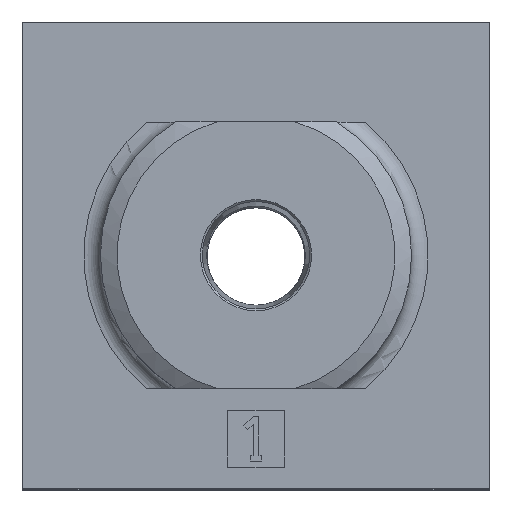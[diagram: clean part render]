
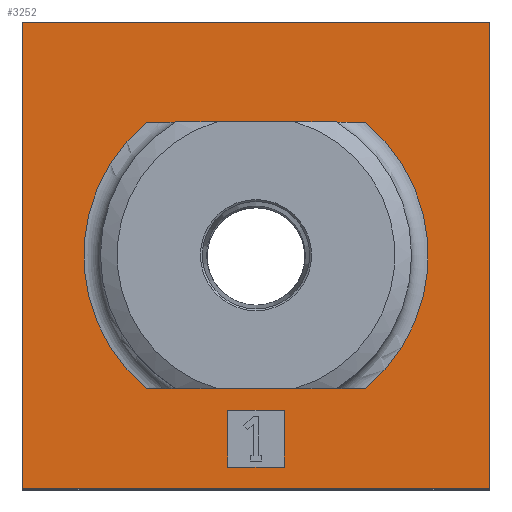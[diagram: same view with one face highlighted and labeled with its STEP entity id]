
A CAD part, top view. The second image highlights one B-rep face of the part: STEP entity #3252.
In plain terms, the highlighted planar face has unit normal (0, 0, 1).
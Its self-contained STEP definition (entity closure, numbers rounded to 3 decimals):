
#146=CIRCLE('',#3493,15.5);
#147=CIRCLE('',#3495,15.5);
#356=ORIENTED_EDGE('',*,*,#1292,.F.);
#357=ORIENTED_EDGE('',*,*,#1293,.F.);
#358=ORIENTED_EDGE('',*,*,#1294,.F.);
#359=ORIENTED_EDGE('',*,*,#1295,.F.);
#360=ORIENTED_EDGE('',*,*,#1287,.T.);
#361=ORIENTED_EDGE('',*,*,#1296,.T.);
#362=ORIENTED_EDGE('',*,*,#1291,.T.);
#363=ORIENTED_EDGE('',*,*,#1297,.T.);
#364=ORIENTED_EDGE('',*,*,#1171,.F.);
#365=ORIENTED_EDGE('',*,*,#1266,.F.);
#366=ORIENTED_EDGE('',*,*,#1218,.T.);
#367=ORIENTED_EDGE('',*,*,#1268,.T.);
#1171=EDGE_CURVE('',#1652,#1653,#1977,.T.);
#1218=EDGE_CURVE('',#1696,#1695,#2012,.T.);
#1266=EDGE_CURVE('',#1696,#1652,#2051,.T.);
#1268=EDGE_CURVE('',#1695,#1653,#2053,.T.);
#1287=EDGE_CURVE('',#1744,#1743,#146,.T.);
#1291=EDGE_CURVE('',#1745,#1746,#147,.T.);
#1292=EDGE_CURVE('',#1747,#1748,#2060,.T.);
#1293=EDGE_CURVE('',#1749,#1747,#2061,.T.);
#1294=EDGE_CURVE('',#1750,#1749,#2062,.T.);
#1295=EDGE_CURVE('',#1748,#1750,#2063,.T.);
#1296=EDGE_CURVE('',#1743,#1745,#2064,.T.);
#1297=EDGE_CURVE('',#1746,#1744,#2065,.T.);
#1652=VERTEX_POINT('',#4647);
#1653=VERTEX_POINT('',#4649);
#1695=VERTEX_POINT('',#4742);
#1696=VERTEX_POINT('',#4744);
#1743=VERTEX_POINT('',#4896);
#1744=VERTEX_POINT('',#4898);
#1745=VERTEX_POINT('',#4914);
#1746=VERTEX_POINT('',#4922);
#1747=VERTEX_POINT('',#4926);
#1748=VERTEX_POINT('',#4927);
#1749=VERTEX_POINT('',#4929);
#1750=VERTEX_POINT('',#4931);
#1977=LINE('',#4648,#2350);
#2012=LINE('',#4743,#2385);
#2051=LINE('',#4837,#2424);
#2053=LINE('',#4840,#2426);
#2060=LINE('',#4925,#2433);
#2061=LINE('',#4928,#2434);
#2062=LINE('',#4930,#2435);
#2063=LINE('',#4932,#2436);
#2064=LINE('',#4933,#2437);
#2065=LINE('',#4934,#2438);
#2350=VECTOR('',#3723,1000.);
#2385=VECTOR('',#3792,1000.);
#2424=VECTOR('',#3873,1000.);
#2426=VECTOR('',#3877,1000.);
#2433=VECTOR('',#3918,1000.);
#2434=VECTOR('',#3919,1000.);
#2435=VECTOR('',#3920,1000.);
#2436=VECTOR('',#3921,1000.);
#2437=VECTOR('',#3922,1000.);
#2438=VECTOR('',#3923,1000.);
#2744=EDGE_LOOP('',(#356,#357,#358,#359));
#2745=EDGE_LOOP('',(#360,#361,#362,#363));
#2746=EDGE_LOOP('',(#364,#365,#366,#367));
#2937=FACE_BOUND('',#2744,.T.);
#2938=FACE_BOUND('',#2745,.T.);
#2939=FACE_BOUND('',#2746,.T.);
#3117=PLANE('',#3496);
#3252=ADVANCED_FACE('',(#2937,#2938,#2939),#3117,.F.);
#3493=AXIS2_PLACEMENT_3D('',#4897,#3910,#3911);
#3495=AXIS2_PLACEMENT_3D('',#4923,#3914,#3915);
#3496=AXIS2_PLACEMENT_3D('',#4924,#3916,#3917);
#3723=DIRECTION('',(-1.,0.,0.));
#3792=DIRECTION('',(-1.,0.,0.));
#3873=DIRECTION('',(0.,-1.,0.));
#3877=DIRECTION('',(0.,-1.,0.));
#3910=DIRECTION('',(0.,0.,-1.));
#3911=DIRECTION('',(-1.,0.,0.));
#3914=DIRECTION('',(0.,0.,-1.));
#3915=DIRECTION('',(-1.,0.,0.));
#3916=DIRECTION('',(0.,0.,-1.));
#3917=DIRECTION('',(-1.,0.,0.));
#3918=DIRECTION('',(0.,-1.,0.));
#3919=DIRECTION('',(-1.,0.,0.));
#3920=DIRECTION('',(0.,1.,0.));
#3921=DIRECTION('',(1.,0.,0.));
#3922=DIRECTION('',(1.,0.,0.));
#3923=DIRECTION('',(-1.,0.,0.));
#4647=CARTESIAN_POINT('',(21.,-21.,11.));
#4648=CARTESIAN_POINT('',(21.,-21.,11.));
#4649=CARTESIAN_POINT('',(-21.,-21.,11.));
#4742=CARTESIAN_POINT('',(-21.,21.,11.));
#4743=CARTESIAN_POINT('',(21.,21.,11.));
#4744=CARTESIAN_POINT('',(21.,21.,11.));
#4837=CARTESIAN_POINT('',(21.,21.,11.));
#4840=CARTESIAN_POINT('',(-21.,21.,11.));
#4896=CARTESIAN_POINT('',(-9.811,12.,11.));
#4897=CARTESIAN_POINT('',(0.,0.,11.));
#4898=CARTESIAN_POINT('',(-9.811,-12.,11.));
#4914=CARTESIAN_POINT('',(9.811,12.,11.));
#4922=CARTESIAN_POINT('',(9.811,-12.,11.));
#4923=CARTESIAN_POINT('',(0.,0.,11.));
#4924=CARTESIAN_POINT('',(21.,21.,11.));
#4925=CARTESIAN_POINT('',(-2.55,-13.95,11.));
#4926=CARTESIAN_POINT('',(-2.55,-13.95,11.));
#4927=CARTESIAN_POINT('',(-2.55,-19.05,11.));
#4928=CARTESIAN_POINT('',(2.55,-13.95,11.));
#4929=CARTESIAN_POINT('',(2.55,-13.95,11.));
#4930=CARTESIAN_POINT('',(2.55,-19.05,11.));
#4931=CARTESIAN_POINT('',(2.55,-19.05,11.));
#4932=CARTESIAN_POINT('',(-2.55,-19.05,11.));
#4933=CARTESIAN_POINT('',(-30.,12.,11.));
#4934=CARTESIAN_POINT('',(28.,-12.,11.));
